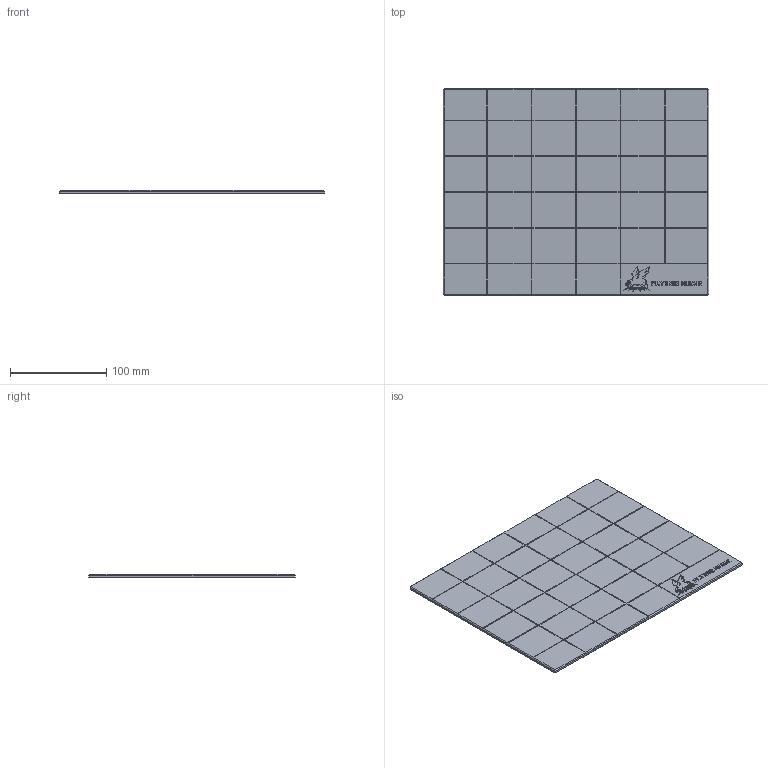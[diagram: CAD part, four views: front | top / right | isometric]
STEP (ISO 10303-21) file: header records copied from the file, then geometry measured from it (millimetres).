
FILE_DESCRIPTION(/* description */ (''),/* implementation_level */ '2;1');
FILE_NAME(/* name */ 'ultrabase.stp',/* time_stamp */ '2020-11-19T20:30:42+03:00',/* author */ ('Max'),/* organization */ (''),/* preprocessor_version */ 'ST-DEVELOPER v16.5',/* originating_system */ 'Autodesk Inventor 2017',/* authorisation */ '');
FILE_SCHEMA (('AUTOMOTIVE_DESIGN { 1 0 10303 214 3 1 1 }'));
Length unit declared in the file: millimetre
Products named in the file (1): ультрабаза
Bounding box: 275 x 214 x 4.1 mm (x, y, z)
Volume: 234642.4 mm3; surface area: 120993.2 mm2
Topology: 1 solids, 1 shells, 381 faces, 971 edges, 640 vertices
Faces by surface type: plane 297, bspline 72, cone 8, cylinder 4
Entity records: 14442 total; most frequent: CARTESIAN_POINT 5561, ORIENTED_EDGE 1926, DIRECTION 1467, EDGE_CURVE 963, LINE 807, VECTOR 807, VERTEX_POINT 624, EDGE_LOOP 421
